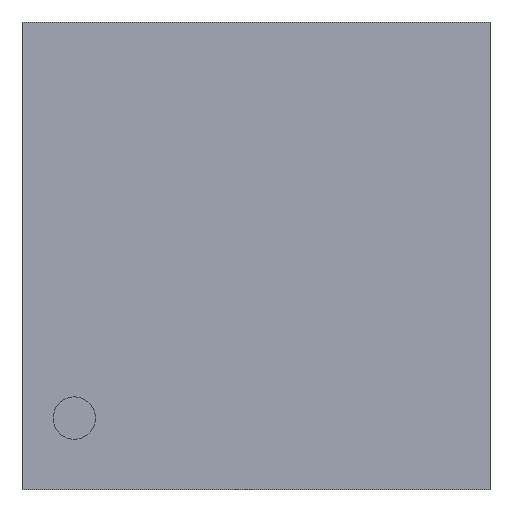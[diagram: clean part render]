
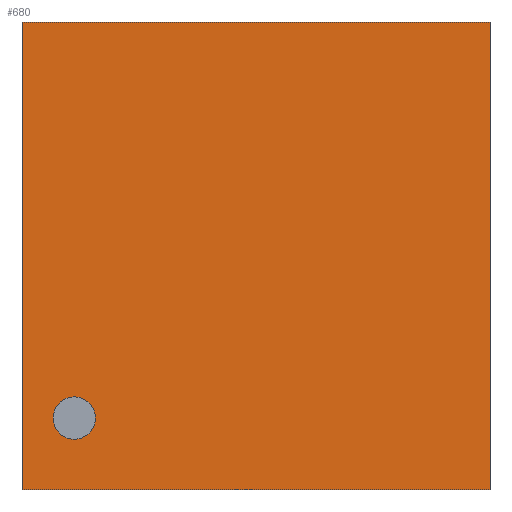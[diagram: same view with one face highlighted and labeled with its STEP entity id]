
A CAD part, front view. The second image highlights one B-rep face of the part: STEP entity #680.
In plain terms, the highlighted planar face has unit normal (0, -1, 0).
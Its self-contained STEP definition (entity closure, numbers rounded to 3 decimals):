
#69=LINE('',#1551,#81);
#72=LINE('',#1557,#84);
#75=LINE('',#1563,#87);
#78=LINE('',#1568,#90);
#81=VECTOR('',#1332,1000.);
#84=VECTOR('',#1337,1000.);
#87=VECTOR('',#1342,1000.);
#90=VECTOR('',#1347,1000.);
#95=PLANE('',#1138);
#150=ORIENTED_EDGE('',*,*,#246,.T.);
#151=ORIENTED_EDGE('',*,*,#236,.F.);
#152=ORIENTED_EDGE('',*,*,#245,.F.);
#153=ORIENTED_EDGE('',*,*,#242,.F.);
#154=ORIENTED_EDGE('',*,*,#239,.F.);
#236=EDGE_CURVE('',#286,#287,#69,.T.);
#239=EDGE_CURVE('',#287,#289,#72,.T.);
#242=EDGE_CURVE('',#289,#291,#75,.T.);
#245=EDGE_CURVE('',#291,#286,#78,.T.);
#246=EDGE_CURVE('',#292,#292,#366,.T.);
#286=VERTEX_POINT('',#1550);
#287=VERTEX_POINT('',#1552);
#289=VERTEX_POINT('',#1558);
#291=VERTEX_POINT('',#1564);
#292=VERTEX_POINT('',#1571);
#366=CIRCLE('',#1139,0.116);
#408=EDGE_LOOP('',(#150));
#409=EDGE_LOOP('',(#151,#152,#153,#154));
#490=FACE_BOUND('',#408,.T.);
#491=FACE_BOUND('',#409,.T.);
#680=ADVANCED_FACE('',(#490,#491),#95,.F.);
#1138=AXIS2_PLACEMENT_3D('',#1569,#1348,#1349);
#1139=AXIS2_PLACEMENT_3D('',#1570,#1350,#1351);
#1332=DIRECTION('',(0.,0.,-1.));
#1337=DIRECTION('',(-1.,0.,0.));
#1342=DIRECTION('',(0.,0.,1.));
#1347=DIRECTION('',(1.,0.,0.));
#1348=DIRECTION('',(0.,1.,0.));
#1349=DIRECTION('',(0.,0.,1.));
#1350=DIRECTION('',(0.,1.,0.));
#1351=DIRECTION('',(0.,0.,1.));
#1550=CARTESIAN_POINT('',(1.275,-0.365,1.275));
#1551=CARTESIAN_POINT('',(1.275,-0.365,1.275));
#1552=CARTESIAN_POINT('',(1.275,-0.365,-1.275));
#1557=CARTESIAN_POINT('',(1.275,-0.365,-1.275));
#1558=CARTESIAN_POINT('',(-1.275,-0.365,-1.275));
#1563=CARTESIAN_POINT('',(-1.275,-0.365,-1.275));
#1564=CARTESIAN_POINT('',(-1.275,-0.365,1.275));
#1568=CARTESIAN_POINT('',(-1.275,-0.365,1.275));
#1569=CARTESIAN_POINT('',(0.,-0.365,0.));
#1570=CARTESIAN_POINT('',(-0.99,-0.365,-0.883));
#1571=CARTESIAN_POINT('',(-0.99,-0.365,-0.768));
